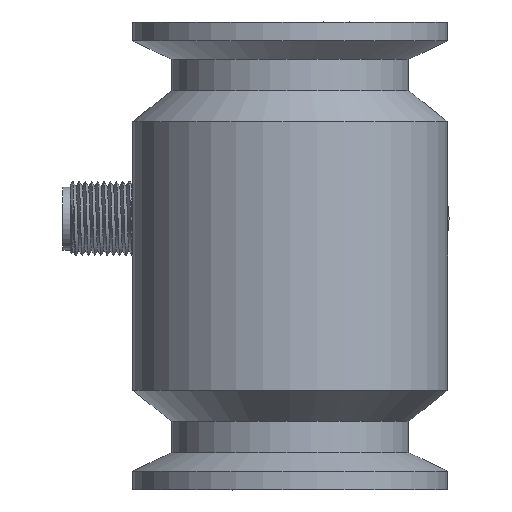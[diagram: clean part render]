
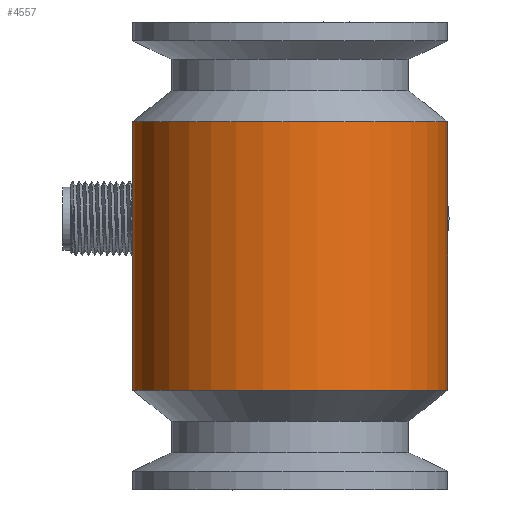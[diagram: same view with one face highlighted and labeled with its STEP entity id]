
A CAD part, front view. The second image highlights one B-rep face of the part: STEP entity #4557.
In plain terms, the highlighted cylindrical face has radius 25.25 mm (diameter 50.5 mm), a full revolution.
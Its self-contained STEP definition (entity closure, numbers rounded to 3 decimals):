
#4557=ADVANCED_FACE('',(#5399,#5400,#5401),#5180,.T.);
#5180=CYLINDRICAL_SURFACE('',#12147,25.25);
#5246=CIRCLE('',#12145,25.25);
#5247=CIRCLE('',#12146,25.25);
#5399=FACE_BOUND('',#5622,.T.);
#5400=FACE_BOUND('',#5623,.T.);
#5401=FACE_BOUND('',#5624,.T.);
#5622=EDGE_LOOP('',(#6374));
#5623=EDGE_LOOP('',(#6375));
#5624=EDGE_LOOP('',(#6376));
#6374=ORIENTED_EDGE('',*,*,#10481,.T.);
#6375=ORIENTED_EDGE('',*,*,#10482,.T.);
#6376=ORIENTED_EDGE('',*,*,#10483,.T.);
#9436=VERTEX_POINT('',#15684);
#9437=VERTEX_POINT('',#15686);
#9438=VERTEX_POINT('',#15688);
#10481=EDGE_CURVE('',#9436,#9436,#12012,.T.);
#10482=EDGE_CURVE('',#9437,#9437,#5246,.T.);
#10483=EDGE_CURVE('',#9438,#9438,#5247,.T.);
#12012=B_SPLINE_CURVE_WITH_KNOTS('',3,(#15638,#15639,#15640,#15641,#15642,
#15643,#15644,#15645,#15646,#15647,#15648,#15649,#15650,#15651,#15652,#15653,
#15654,#15655,#15656,#15657,#15658,#15659,#15660,#15661,#15662,#15663,#15664,
#15665,#15666,#15667,#15668,#15669,#15670,#15671,#15672,#15673,#15674,#15675,
#15676,#15677,#15678,#15679,#15680,#15681,#15682,#15683),.UNSPECIFIED.,
 .T.,.F.,(1,3,3,3,3,3,3,3,3,3,3,3,3,3,3,3,3,1),(-0.067,0.,
0.067,0.133,0.2,0.267,0.333,
0.4,0.467,0.533,0.6,0.667,0.733,
0.8,0.867,0.933,1.,1.067),
 .UNSPECIFIED.);
#12145=AXIS2_PLACEMENT_3D('',#15685,#12895,#12896);
#12146=AXIS2_PLACEMENT_3D('',#15687,#12897,#12898);
#12147=AXIS2_PLACEMENT_3D('',#15689,#12899,#12900);
#12895=DIRECTION('',(0.,0.,1.));
#12896=DIRECTION('',(-1.,0.,0.));
#12897=DIRECTION('',(0.,0.,-1.));
#12898=DIRECTION('',(1.,0.,0.));
#12899=DIRECTION('',(0.,0.,-1.));
#12900=DIRECTION('',(-1.,0.,0.));
#15638=CARTESIAN_POINT('',(-1.602,25.199,12.715));
#15639=CARTESIAN_POINT('',(-3.479,25.08,12.475));
#15640=CARTESIAN_POINT('',(-5.321,24.735,11.781));
#15641=CARTESIAN_POINT('',(-6.864,24.299,10.799));
#15642=CARTESIAN_POINT('',(-8.407,23.863,9.817));
#15643=CARTESIAN_POINT('',(-9.742,23.324,8.518));
#15644=CARTESIAN_POINT('',(-10.797,22.825,7.01));
#15645=CARTESIAN_POINT('',(-11.852,22.326,5.501));
#15646=CARTESIAN_POINT('',(-12.607,21.884,3.842));
#15647=CARTESIAN_POINT('',(-13.075,21.601,2.019));
#15648=CARTESIAN_POINT('',(-13.543,21.318,0.195));
#15649=CARTESIAN_POINT('',(-13.685,21.221,-1.688));
#15650=CARTESIAN_POINT('',(-13.506,21.334,-3.555));
#15651=CARTESIAN_POINT('',(-13.326,21.448,-5.423));
#15652=CARTESIAN_POINT('',(-12.82,21.772,-7.25));
#15653=CARTESIAN_POINT('',(-12.026,22.202,-8.904));
#15654=CARTESIAN_POINT('',(-11.232,22.632,-10.559));
#15655=CARTESIAN_POINT('',(-10.165,23.159,-12.039));
#15656=CARTESIAN_POINT('',(-8.805,23.665,-13.299));
#15657=CARTESIAN_POINT('',(-7.445,24.171,-14.56));
#15658=CARTESIAN_POINT('',(-5.888,24.621,-15.52));
#15659=CARTESIAN_POINT('',(-4.088,24.917,-16.136));
#15660=CARTESIAN_POINT('',(-2.288,25.212,-16.752));
#15661=CARTESIAN_POINT('',(-0.344,25.318,-16.955));
#15662=CARTESIAN_POINT('',(1.536,25.203,-16.72));
#15663=CARTESIAN_POINT('',(3.416,25.089,-16.486));
#15664=CARTESIAN_POINT('',(5.261,24.748,-15.798));
#15665=CARTESIAN_POINT('',(6.811,24.314,-14.816));
#15666=CARTESIAN_POINT('',(8.36,23.88,-13.835));
#15667=CARTESIAN_POINT('',(9.697,23.343,-12.539));
#15668=CARTESIAN_POINT('',(10.758,22.844,-11.028));
#15669=CARTESIAN_POINT('',(11.818,22.344,-9.517));
#15670=CARTESIAN_POINT('',(12.575,21.903,-7.861));
#15671=CARTESIAN_POINT('',(13.046,21.619,-6.031));
#15672=CARTESIAN_POINT('',(13.517,21.334,-4.201));
#15673=CARTESIAN_POINT('',(13.659,21.238,-2.316));
#15674=CARTESIAN_POINT('',(13.48,21.351,-0.447));
#15675=CARTESIAN_POINT('',(13.123,21.576,3.29));
#15676=CARTESIAN_POINT('',(11.485,22.674,6.8));
#15677=CARTESIAN_POINT('',(8.762,23.681,9.315));
#15678=CARTESIAN_POINT('',(7.401,24.185,10.572));
#15679=CARTESIAN_POINT('',(5.842,24.633,11.533));
#15680=CARTESIAN_POINT('',(4.029,24.927,12.148));
#15681=CARTESIAN_POINT('',(2.216,25.22,12.762));
#15682=CARTESIAN_POINT('',(0.299,25.32,12.958));
#15683=CARTESIAN_POINT('',(-1.602,25.199,12.715));
#15684=CARTESIAN_POINT('',(-1.602,25.199,12.715));
#15685=CARTESIAN_POINT('',(0.,0.,-29.5));
#15686=CARTESIAN_POINT('',(-25.25,0.,-29.5));
#15687=CARTESIAN_POINT('',(0.,0.,13.5));
#15688=CARTESIAN_POINT('',(25.25,0.,13.5));
#15689=CARTESIAN_POINT('',(0.,0.,48.5));
